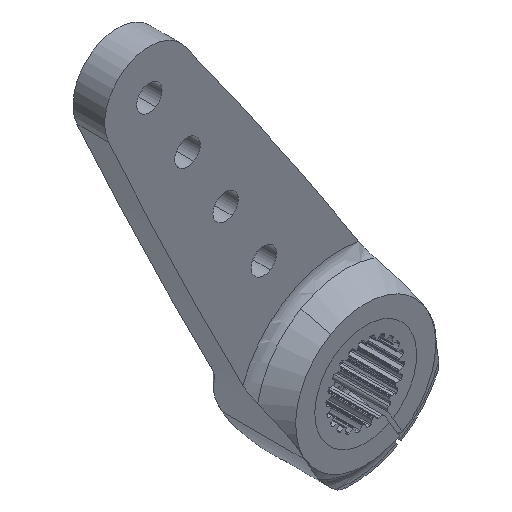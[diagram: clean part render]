
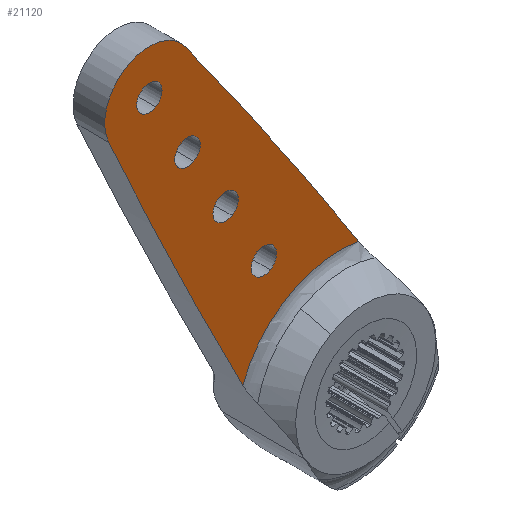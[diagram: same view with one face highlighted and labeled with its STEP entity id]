
A CAD part, isometric view. The second image highlights one B-rep face of the part: STEP entity #21120.
In plain terms, the highlighted planar face has unit normal (0, -1, 0).
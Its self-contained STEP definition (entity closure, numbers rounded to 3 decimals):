
#121 = CIRCLE ( 'NONE', #12489, 2. ) ;
#345 = EDGE_CURVE ( 'NONE', #19907, #1806, #23992, .T. ) ;
#786 = CARTESIAN_POINT ( 'NONE',  ( -29., 32.2, 50.229 ) ) ;
#865 = ORIENTED_EDGE ( 'NONE', *, *, #345, .T. ) ;
#1572 = VERTEX_POINT ( 'NONE', #4411 ) ;
#1803 = DIRECTION ( 'NONE',  ( 0., 1., 0. ) ) ;
#1806 = VERTEX_POINT ( 'NONE', #20268 ) ;
#1895 = EDGE_CURVE ( 'NONE', #1572, #2125, #26099, .T. ) ;
#2041 = EDGE_LOOP ( 'NONE', ( #25647, #7351 ) ) ;
#2125 = VERTEX_POINT ( 'NONE', #18241 ) ;
#2163 = CARTESIAN_POINT ( 'NONE',  ( -19., 32.2, 32.909 ) ) ;
#2238 = DIRECTION ( 'NONE',  ( 0., 1., 0. ) ) ;
#2361 = AXIS2_PLACEMENT_3D ( 'NONE', #11761, #11138, #23168 ) ;
#2502 = CARTESIAN_POINT ( 'NONE',  ( -12., 32.2, 20.785 ) ) ;
#3378 = ORIENTED_EDGE ( 'NONE', *, *, #12773, .T. ) ;
#3386 = DIRECTION ( 'NONE',  ( 0., 1., 0. ) ) ;
#3877 = CARTESIAN_POINT ( 'NONE',  ( 16.929, 32.2, 8.646 ) ) ;
#3882 = DIRECTION ( 'NONE',  ( 0., 1., 0. ) ) ;
#4072 = CARTESIAN_POINT ( 'NONE',  ( -12., 32.2, 20.785 ) ) ;
#4411 = CARTESIAN_POINT ( 'NONE',  ( -23., 32.2, 39.837 ) ) ;
#4494 = DIRECTION ( 'NONE',  ( -0.5, 0., 0.866 ) ) ;
#4686 = EDGE_LOOP ( 'NONE', ( #12014, #3378 ) ) ;
#5292 = CARTESIAN_POINT ( 'NONE',  ( 784.139, 32.2, 418.876 ) ) ;
#5428 = EDGE_CURVE ( 'NONE', #18999, #24519, #21136, .T. ) ;
#5617 = AXIS2_PLACEMENT_3D ( 'NONE', #10751, #2238, #18801 ) ;
#6182 = CIRCLE ( 'NONE', #20696, 2. ) ;
#6206 = DIRECTION ( 'NONE',  ( -0.5, 0., 0.866 ) ) ;
#6267 = DIRECTION ( 'NONE',  ( 0., 0., -1. ) ) ;
#6749 = AXIS2_PLACEMENT_3D ( 'NONE', #5292, #13183, #8894 ) ;
#6856 = DIRECTION ( 'NONE',  ( -0.5, 0., 0.866 ) ) ;
#7346 = AXIS2_PLACEMENT_3D ( 'NONE', #2502, #20936, #4494 ) ;
#7351 = ORIENTED_EDGE ( 'NONE', *, *, #5428, .T. ) ;
#7397 = EDGE_CURVE ( 'NONE', #23970, #22189, #23786, .T. ) ;
#7405 = CARTESIAN_POINT ( 'NONE',  ( -15.294, 32.2, 5.468 ) ) ;
#7722 = CARTESIAN_POINT ( 'NONE',  ( -36.382, 32.2, 49.085 ) ) ;
#7748 = DIRECTION ( 'NONE',  ( 0., 1., 0. ) ) ;
#7760 = AXIS2_PLACEMENT_3D ( 'NONE', #19689, #19562, #6856 ) ;
#7868 = FACE_BOUND ( 'NONE', #13949, .T. ) ;
#8003 = FACE_OUTER_BOUND ( 'NONE', #10446, .T. ) ;
#8034 = EDGE_CURVE ( 'NONE', #1806, #19907, #18885, .T. ) ;
#8097 = ORIENTED_EDGE ( 'NONE', *, *, #17488, .T. ) ;
#8894 = DIRECTION ( 'NONE',  ( -0.5, 0., 0.866 ) ) ;
#9234 = CARTESIAN_POINT ( 'NONE',  ( -31., 32.2, 53.694 ) ) ;
#9265 = ORIENTED_EDGE ( 'NONE', *, *, #19887, .F. ) ;
#9930 = DIRECTION ( 'NONE',  ( -0.5, 0., 0.866 ) ) ;
#9985 = ORIENTED_EDGE ( 'NONE', *, *, #20497, .F. ) ;
#10242 = ORIENTED_EDGE ( 'NONE', *, *, #7397, .T. ) ;
#10423 = FACE_BOUND ( 'NONE', #4686, .T. ) ;
#10446 = EDGE_LOOP ( 'NONE', ( #9265, #10242, #9985, #23147 ) ) ;
#10751 = CARTESIAN_POINT ( 'NONE',  ( -24., 32.2, 41.569 ) ) ;
#10829 = AXIS2_PLACEMENT_3D ( 'NONE', #24468, #12315, #20479 ) ;
#11138 = DIRECTION ( 'NONE',  ( 0., 1., 0. ) ) ;
#11463 = EDGE_LOOP ( 'NONE', ( #8097, #19766 ) ) ;
#11761 = CARTESIAN_POINT ( 'NONE',  ( -18., 32.2, 31.177 ) ) ;
#11793 = DIRECTION ( 'NONE',  ( -0.5, 0., 0.866 ) ) ;
#11893 = AXIS2_PLACEMENT_3D ( 'NONE', #21812, #3386, #25689 ) ;
#12014 = ORIENTED_EDGE ( 'NONE', *, *, #1895, .T. ) ;
#12088 = AXIS2_PLACEMENT_3D ( 'NONE', #13427, #25584, #23320 ) ;
#12315 = DIRECTION ( 'NONE',  ( 0., 1., 0. ) ) ;
#12489 = AXIS2_PLACEMENT_3D ( 'NONE', #24385, #16110, #6206 ) ;
#12745 = VERTEX_POINT ( 'NONE', #16057 ) ;
#12773 = EDGE_CURVE ( 'NONE', #2125, #1572, #20229, .T. ) ;
#13183 = DIRECTION ( 'NONE',  ( 0., 1., 0. ) ) ;
#13427 = CARTESIAN_POINT ( 'NONE',  ( -30., 32.2, 51.962 ) ) ;
#13610 = CIRCLE ( 'NONE', #11893, 900. ) ;
#13617 = VERTEX_POINT ( 'NONE', #786 ) ;
#13949 = EDGE_LOOP ( 'NONE', ( #21906, #865 ) ) ;
#14164 = DIRECTION ( 'NONE',  ( 0., -1., 0. ) ) ;
#14328 = VERTEX_POINT ( 'NONE', #9234 ) ;
#15008 = VERTEX_POINT ( 'NONE', #7722 ) ;
#16057 = CARTESIAN_POINT ( 'NONE',  ( -24.318, 32.2, 56.05 ) ) ;
#16110 = DIRECTION ( 'NONE',  ( 0., 1., 0. ) ) ;
#16302 = FACE_BOUND ( 'NONE', #2041, .T. ) ;
#16312 = EDGE_CURVE ( 'NONE', #14328, #13617, #121, .T. ) ;
#16732 = AXIS2_PLACEMENT_3D ( 'NONE', #4072, #1803, #9930 ) ;
#17488 = EDGE_CURVE ( 'NONE', #13617, #14328, #24003, .T. ) ;
#17945 = EDGE_CURVE ( 'NONE', #15008, #12745, #23607, .T. ) ;
#17989 = CARTESIAN_POINT ( 'NONE',  ( -13., 32.2, 22.517 ) ) ;
#18241 = CARTESIAN_POINT ( 'NONE',  ( -25., 32.2, 43.301 ) ) ;
#18462 = FACE_BOUND ( 'NONE', #11463, .T. ) ;
#18768 = AXIS2_PLACEMENT_3D ( 'NONE', #3877, #14164, #6267 ) ;
#18801 = DIRECTION ( 'NONE',  ( -0.5, 0., 0.866 ) ) ;
#18885 = CIRCLE ( 'NONE', #16732, 2. ) ;
#18999 = VERTEX_POINT ( 'NONE', #2163 ) ;
#19562 = DIRECTION ( 'NONE',  ( 0., 1., 0. ) ) ;
#19689 = CARTESIAN_POINT ( 'NONE',  ( -30., 32.2, 51.962 ) ) ;
#19766 = ORIENTED_EDGE ( 'NONE', *, *, #16312, .T. ) ;
#19887 = EDGE_CURVE ( 'NONE', #23970, #15008, #21272, .T. ) ;
#19907 = VERTEX_POINT ( 'NONE', #17989 ) ;
#20055 = DIRECTION ( 'NONE',  ( 0.5, 0., -0.866 ) ) ;
#20229 = CIRCLE ( 'NONE', #10829, 2. ) ;
#20268 = CARTESIAN_POINT ( 'NONE',  ( -11., 32.2, 19.053 ) ) ;
#20325 = PLANE ( 'NONE',  #18768 ) ;
#20471 = CARTESIAN_POINT ( 'NONE',  ( 0., 32.2, 0. ) ) ;
#20479 = DIRECTION ( 'NONE',  ( -0.5, 0., 0.866 ) ) ;
#20497 = EDGE_CURVE ( 'NONE', #12745, #22189, #13610, .T. ) ;
#20696 = AXIS2_PLACEMENT_3D ( 'NONE', #26356, #7748, #11793 ) ;
#20936 = DIRECTION ( 'NONE',  ( 0., 1., 0. ) ) ;
#21120 = ADVANCED_FACE ( 'NONE', ( #8003, #10423, #7868, #16302, #18462 ), #20325, .T. ) ;
#21136 = CIRCLE ( 'NONE', #2361, 2. ) ;
#21272 = CIRCLE ( 'NONE', #6749, 900. ) ;
#21812 = CARTESIAN_POINT ( 'NONE',  ( -754.827, 32.2, -469.647 ) ) ;
#21906 = ORIENTED_EDGE ( 'NONE', *, *, #8034, .T. ) ;
#22189 = VERTEX_POINT ( 'NONE', #23610 ) ;
#23147 = ORIENTED_EDGE ( 'NONE', *, *, #17945, .F. ) ;
#23168 = DIRECTION ( 'NONE',  ( -0.5, 0., 0.866 ) ) ;
#23270 = CARTESIAN_POINT ( 'NONE',  ( -17., 32.2, 29.445 ) ) ;
#23320 = DIRECTION ( 'NONE',  ( -0.5, 0., 0.866 ) ) ;
#23359 = AXIS2_PLACEMENT_3D ( 'NONE', #20471, #3882, #20055 ) ;
#23607 = CIRCLE ( 'NONE', #12088, 7. ) ;
#23610 = CARTESIAN_POINT ( 'NONE',  ( 2.911, 32.2, 15.98 ) ) ;
#23763 = EDGE_CURVE ( 'NONE', #24519, #18999, #6182, .T. ) ;
#23786 = CIRCLE ( 'NONE', #23359, 16.243 ) ;
#23970 = VERTEX_POINT ( 'NONE', #7405 ) ;
#23992 = CIRCLE ( 'NONE', #7346, 2. ) ;
#24003 = CIRCLE ( 'NONE', #7760, 2. ) ;
#24385 = CARTESIAN_POINT ( 'NONE',  ( -30., 32.2, 51.962 ) ) ;
#24468 = CARTESIAN_POINT ( 'NONE',  ( -24., 32.2, 41.569 ) ) ;
#24519 = VERTEX_POINT ( 'NONE', #23270 ) ;
#25584 = DIRECTION ( 'NONE',  ( 0., 1., 0. ) ) ;
#25647 = ORIENTED_EDGE ( 'NONE', *, *, #23763, .T. ) ;
#25689 = DIRECTION ( 'NONE',  ( 0.5, 0., -0.866 ) ) ;
#26099 = CIRCLE ( 'NONE', #5617, 2. ) ;
#26356 = CARTESIAN_POINT ( 'NONE',  ( -18., 32.2, 31.177 ) ) ;
